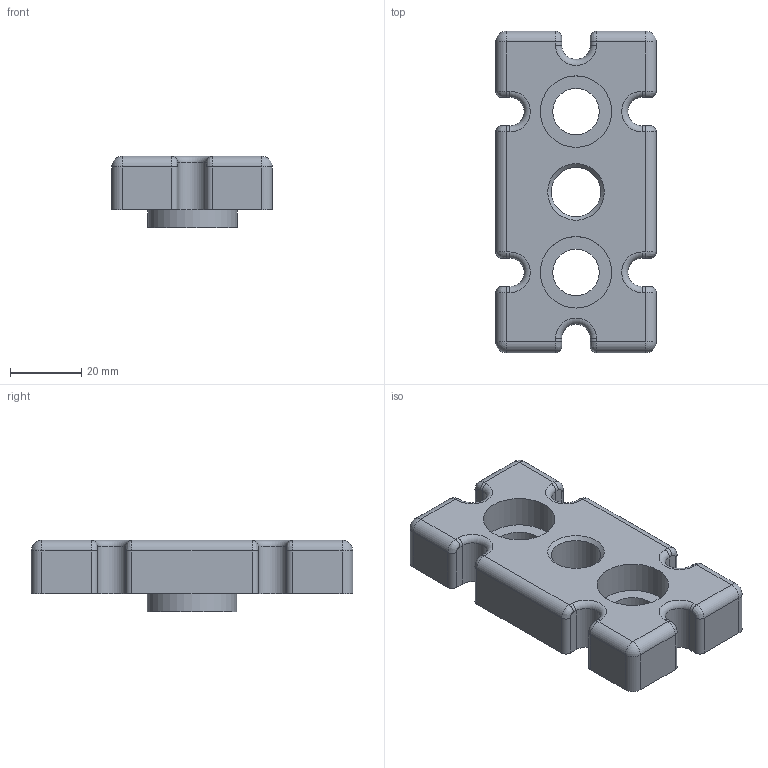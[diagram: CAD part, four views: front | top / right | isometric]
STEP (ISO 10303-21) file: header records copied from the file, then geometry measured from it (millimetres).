
FILE_DESCRIPTION(('FreeCAD Model'),'2;1');
FILE_NAME('Open CASCADE Shape Model','2026-03-17T10:39:07',(''),(''), 'Open CASCADE STEP processor 7.6','FreeCAD','Unknown');
FILE_SCHEMA(('AUTOMOTIVE_DESIGN { 1 0 10303 214 1 1 1 1 }'));
Length unit declared in the file: millimetre
Products named in the file (1): STB10-PB9045M16N
Bounding box: 45 x 90 x 20 mm (x, y, z)
Volume: 47067.1 mm3; surface area: 13980.9 mm2
Topology: 1 solids, 1 shells, 101 faces, 245 edges, 145 vertices
Faces by surface type: cylinder 50, plane 27, bspline 12, torus 6, sphere 4, cone 2
Full cylindrical faces by diameter (mm): 13 x2, 13.835 x1, 20 x2, 25 x1
Entity records: 2995 total; most frequent: CARTESIAN_POINT 592, DIRECTION 536, ORIENTED_EDGE 482, EDGE_CURVE 241, AXIS2_PLACEMENT_3D 213, VERTEX_POINT 145, CIRCLE 123, FACE_BOUND 110
